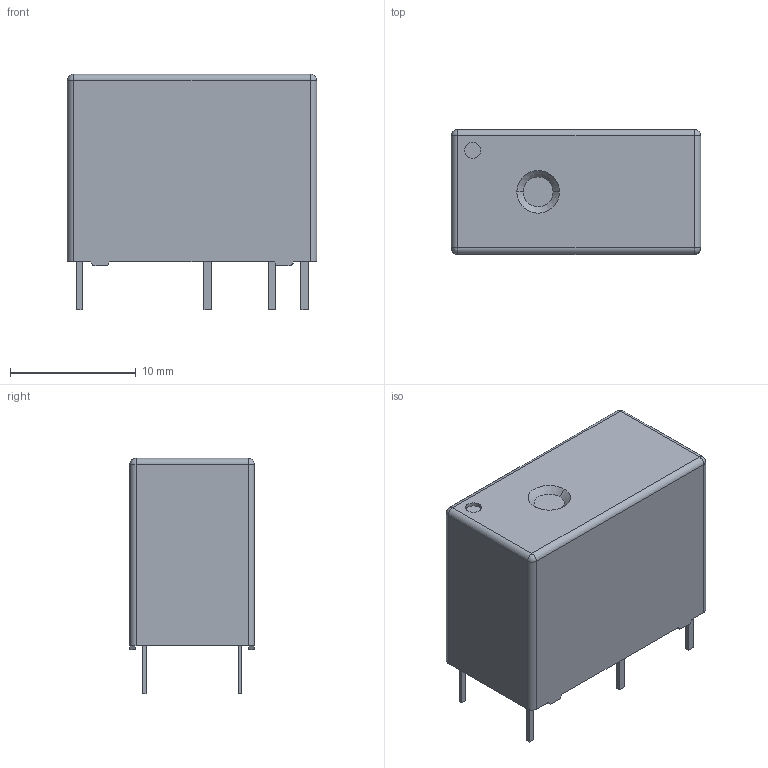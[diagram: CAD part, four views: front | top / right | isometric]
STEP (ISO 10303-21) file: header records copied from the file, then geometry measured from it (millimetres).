
FILE_DESCRIPTION (( 'STEP AP214' ), '1' );
FILE_NAME ('RELAY-TH_134-1C-12DS.step', '2022-07-09T12:46:32', ( '' ), ( '' ), 'SwSTEP 2.0', 'SolidWorks 2020', '' );
FILE_SCHEMA (( 'AUTOMOTIVE_DESIGN' ));
Length unit declared in the file: millimetre
Products named in the file (1): RELAY-TH_134-1C-12DS
Bounding box: 19.8 x 9.91 x 18.7 mm (x, y, z)
Volume: 2880.4 mm3; surface area: 1303.8 mm2
Topology: 1 solids, 1 shells, 358 faces, 961 edges, 634 vertices
Faces by surface type: plane 226, bspline 112, cylinder 14, sphere 4, cone 2
Entity records: 15319 total; most frequent: CARTESIAN_POINT 4054, ORIENTED_EDGE 1914, DIRECTION 1255, EDGE_CURVE 957, VECTOR 697, LINE 697, VERTEX_POINT 634, EDGE_LOOP 391
